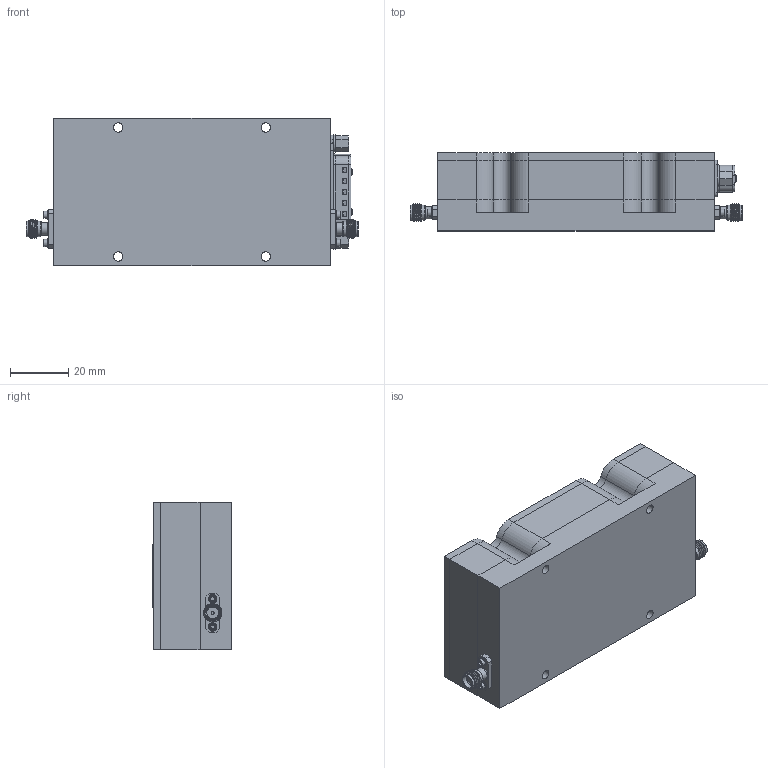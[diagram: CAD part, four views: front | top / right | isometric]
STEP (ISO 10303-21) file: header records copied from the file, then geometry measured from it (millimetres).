
FILE_DESCRIPTION (( 'STEP AP203' ), '1' );
FILE_NAME ('PE15A5011.step', '2019-12-10T16:34:18', ( '' ), ( '' ), 'SwSTEP 2.0', 'SolidWorks 2018', '' );
FILE_SCHEMA (( 'CONFIG_CONTROL_DESIGN' ));
Products named in the file (1): PE15A5011
Bounding box: 114.4 x 26.97 x 50.8 mm (x, y, z)
Volume: 127581.1 mm3; surface area: 23050330049282.7 mm2
Topology: 1 solids, 29 shells, 2615 faces, 6831 edges, 4451 vertices
Faces by surface type: plane 1528, bspline 581, cylinder 357, cone 136, torus 13
Full cylindrical faces by diameter (mm): 0.553 x1, 0.567 x1, 1.01 x2, 1.016 x4, 1.03 x3, 1.27 x2, 1.524 x12, 1.778 x8, 1.854 x4, 2.156 x2, 2.438 x4, 2.7 x2, 2.946 x4, 3.175 x4, 3.6 x2, 4.064 x2, 4.293 x2, 4.521 x2, 5.334 x4, 5.994 x2
Entity records: 121820 total; most frequent: CARTESIAN_POINT 63950, ORIENTED_EDGE 13094, DIRECTION 9462, EDGE_CURVE 6547, VERTEX_POINT 4359, LINE 4214, VECTOR 4214, EDGE_LOOP 3000
